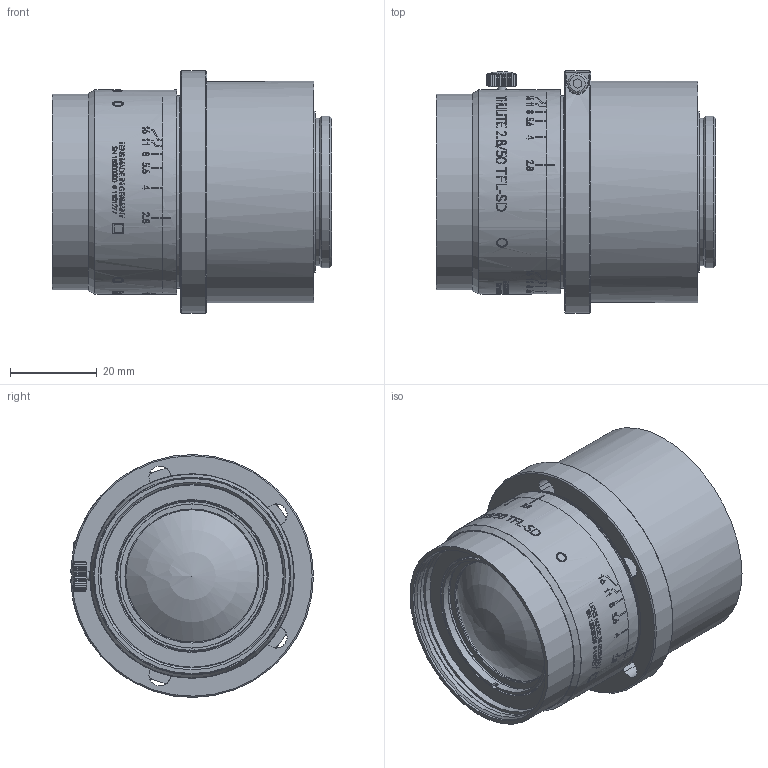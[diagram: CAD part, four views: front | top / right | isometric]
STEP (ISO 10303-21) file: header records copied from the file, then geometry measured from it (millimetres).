
FILE_DESCRIPTION(/* description */ (''),/* implementation_level */ '2;1');
FILE_NAME(/* name */ '1101277_00167135_001.stp',/* time_stamp */ '2022-01-19T09:31:27+01:00',/* author */ (''),/* organization */ (''),/* preprocessor_version */ 'ST-DEVELOPER v16',/* originating_system */ 'SIEMENS PLM Software NX 10.0',/* authorisation */ '');
FILE_SCHEMA (('AP203_CONFIGURATION_CONTROLLED_3D_DESIGN_OF_MECHANICAL_PARTS_AND_ASSEMBLIES_MIM_LF { 1 0 10303 403 2 1 2}'));
Length unit declared in the file: millimetre
Products named in the file (1): Guge4F909336y204
Bounding box: 64.31 x 55.99 x 55.99 mm (x, y, z)
Volume: 103150.3 mm3; surface area: 25207.5 mm2
Topology: 1 solids, 2 shells, 414 faces, 1564 edges, 1317 vertices
Faces by surface type: cylinder 230, plane 151, cone 28, sphere 3, torus 2
Full cylindrical faces by diameter (mm): 2 x1, 2.05 x4, 2.5 x1, 2.8 x1, 4.5 x1, 30.502 x1, 33 x1, 33.2 x1, 34 x2, 34.1 x1, 34.3 x1, 35 x1, 35.2 x1, 36.2 x1, 37 x1, 37.3 x1, 38.2 x1, 39.4 x1, 42 x1, 42.3 x1, 43.2 x2, 44.2 x1, 44.3 x1, 45 x2, 45.2 x1, 45.3 x1, 46.222 x1, 47 x1, 47.04 x2, 51 x1
Entity records: 19875 total; most frequent: CARTESIAN_POINT 8170, ORIENTED_EDGE 2943, EDGE_CURVE 1474, DIRECTION 1462, VERTEX_POINT 1288, B_SPLINE_CURVE_WITH_KNOTS 1003, EDGE_LOOP 662, AXIS2_PLACEMENT_3D 614
